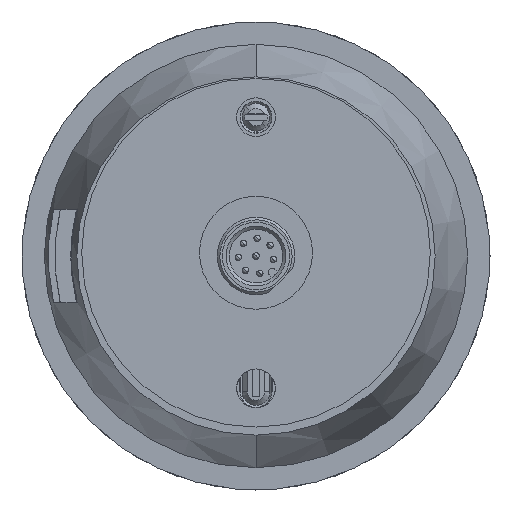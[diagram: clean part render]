
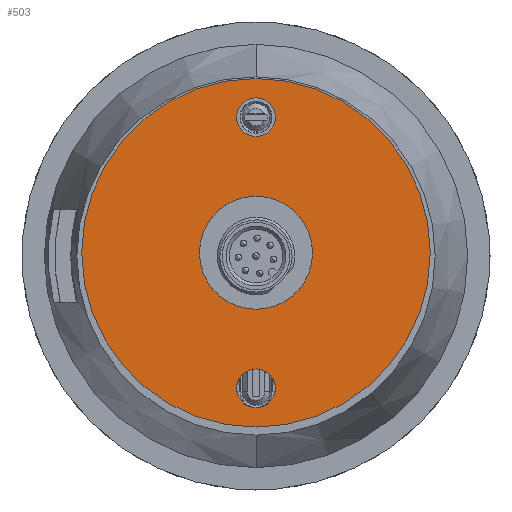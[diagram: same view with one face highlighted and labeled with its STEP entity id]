
A CAD part, front view. The second image highlights one B-rep face of the part: STEP entity #503.
In plain terms, the highlighted planar face has unit normal (0, -1, 0).
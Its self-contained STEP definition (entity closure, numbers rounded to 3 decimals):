
#503=ADVANCED_FACE('NONE',(#1214,#1215,#1216,#1217),#1218,.F.);
#1214=FACE_BOUND('',#2134,.T.);
#1215=FACE_BOUND('',#2135,.T.);
#1216=FACE_BOUND('',#2136,.T.);
#1217=FACE_OUTER_BOUND('',#2137,.T.);
#1218=PLANE('',#2138);
#2134=EDGE_LOOP('',(#3663,#3664));
#2135=EDGE_LOOP('',(#3665,#3666));
#2136=EDGE_LOOP('',(#3667,#3668));
#2137=EDGE_LOOP('',(#3669,#3670));
#2138=AXIS2_PLACEMENT_3D('',#3671,#3672,#3673);
#3663=ORIENTED_EDGE('',*,*,#5891,.F.);
#3664=ORIENTED_EDGE('',*,*,#5892,.F.);
#3665=ORIENTED_EDGE('',*,*,#5893,.F.);
#3666=ORIENTED_EDGE('',*,*,#5894,.F.);
#3667=ORIENTED_EDGE('',*,*,#5895,.F.);
#3668=ORIENTED_EDGE('',*,*,#5896,.F.);
#3669=ORIENTED_EDGE('',*,*,#5897,.F.);
#3670=ORIENTED_EDGE('',*,*,#5898,.F.);
#3671=CARTESIAN_POINT('',(36.25,0.,26.25));
#3672=DIRECTION('',(-0.0,1.0,0.0));
#3673=DIRECTION('',(1.0,0.0,0.0));
#5891=EDGE_CURVE('NONE',#7178,#7179,#7180,.T.);
#5892=EDGE_CURVE('NONE',#7179,#7178,#7181,.T.);
#5893=EDGE_CURVE('NONE',#7182,#7183,#7184,.T.);
#5894=EDGE_CURVE('NONE',#7183,#7182,#7185,.T.);
#5895=EDGE_CURVE('NONE',#7186,#7187,#7188,.T.);
#5896=EDGE_CURVE('NONE',#7187,#7186,#7189,.T.);
#5897=EDGE_CURVE('NONE',#7190,#7191,#7192,.T.);
#5898=EDGE_CURVE('NONE',#7191,#7190,#7193,.T.);
#7178=VERTEX_POINT('',#9066);
#7179=VERTEX_POINT('',#9067);
#7180=CIRCLE('',#9068,3.0);
#7181=CIRCLE('',#9069,3.0);
#7182=VERTEX_POINT('',#9070);
#7183=VERTEX_POINT('',#9071);
#7184=CIRCLE('',#9072,8.75);
#7185=CIRCLE('',#9073,8.75);
#7186=VERTEX_POINT('',#9074);
#7187=VERTEX_POINT('',#9075);
#7188=CIRCLE('',#9076,3.0);
#7189=CIRCLE('',#9077,3.0);
#7190=VERTEX_POINT('',#9078);
#7191=VERTEX_POINT('',#9079);
#7192=CIRCLE('',#9080,27.0);
#7193=CIRCLE('',#9081,27.0);
#9066=CARTESIAN_POINT('',(36.25,0.,60.75));
#9067=CARTESIAN_POINT('',(36.25,0.,54.75));
#9068=AXIS2_PLACEMENT_3D('',#11210,#11211,#11212);
#9069=AXIS2_PLACEMENT_3D('',#11213,#11214,#11215);
#9070=CARTESIAN_POINT('',(36.25,0.,45.5));
#9071=CARTESIAN_POINT('',(36.25,0.,28.));
#9072=AXIS2_PLACEMENT_3D('',#11216,#11217,#11218);
#9073=AXIS2_PLACEMENT_3D('',#11219,#11220,#11221);
#9074=CARTESIAN_POINT('',(36.25,0.,18.75));
#9075=CARTESIAN_POINT('',(36.25,0.,12.75));
#9076=AXIS2_PLACEMENT_3D('',#11222,#11223,#11224);
#9077=AXIS2_PLACEMENT_3D('',#11225,#11226,#11227);
#9078=CARTESIAN_POINT('',(36.25,0.,63.75));
#9079=CARTESIAN_POINT('',(36.25,0.,9.75));
#9080=AXIS2_PLACEMENT_3D('',#11228,#11229,#11230);
#9081=AXIS2_PLACEMENT_3D('',#11231,#11232,#11233);
#11210=CARTESIAN_POINT('',(36.25,0.,57.75));
#11211=DIRECTION('',(0.0,-1.0,0.0));
#11212=DIRECTION('',(1.0,0.0,0.0));
#11213=CARTESIAN_POINT('',(36.25,0.,57.75));
#11214=DIRECTION('',(0.0,-1.0,0.0));
#11215=DIRECTION('',(1.0,0.0,0.0));
#11216=CARTESIAN_POINT('',(36.25,0.,36.75));
#11217=DIRECTION('',(0.0,-1.0,0.0));
#11218=DIRECTION('',(1.0,0.0,0.0));
#11219=CARTESIAN_POINT('',(36.25,0.,36.75));
#11220=DIRECTION('',(0.0,-1.0,0.0));
#11221=DIRECTION('',(1.0,0.0,0.0));
#11222=CARTESIAN_POINT('',(36.25,0.,15.75));
#11223=DIRECTION('',(0.0,-1.0,0.0));
#11224=DIRECTION('',(1.0,0.0,0.0));
#11225=CARTESIAN_POINT('',(36.25,0.,15.75));
#11226=DIRECTION('',(0.0,-1.0,0.0));
#11227=DIRECTION('',(1.0,0.0,0.0));
#11228=CARTESIAN_POINT('',(36.25,0.,36.75));
#11229=DIRECTION('',(-0.0,1.0,0.0));
#11230=DIRECTION('',(1.0,0.0,0.0));
#11231=CARTESIAN_POINT('',(36.25,0.,36.75));
#11232=DIRECTION('',(-0.0,1.0,0.0));
#11233=DIRECTION('',(1.0,0.0,0.0));
